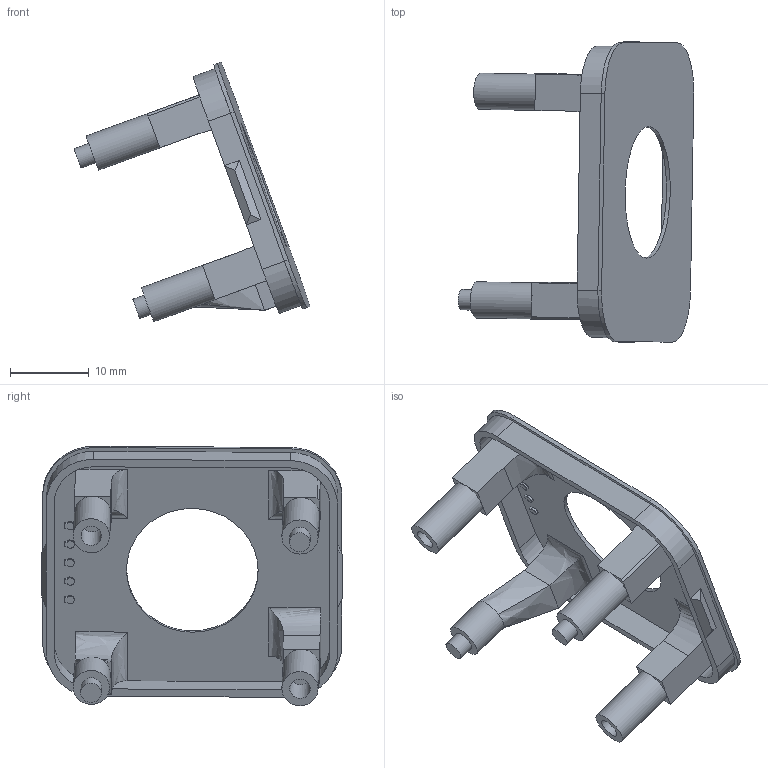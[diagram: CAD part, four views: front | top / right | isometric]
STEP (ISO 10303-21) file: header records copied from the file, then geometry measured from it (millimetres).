
FILE_DESCRIPTION(/* description */ ('STEP AP242','CAx-IF Rec.Pracs.---Representation and Presentation of Product Manufacturing Information (PMI)---4.0---2014-10-13','CAx-IF Rec.Pracs.---3D Tessellated Geometry---0.4---2014-09-14','2;1'),/* implementation_level */ '2;1');
FILE_NAME(/* name */ '66c4850fe5002d52f4989359',/* time_stamp */ '2024-08-20T11:59:12Z',/* author */ (''),/* organization */ (''),/* preprocessor_version */ 'ST-DEVELOPER v20',/* originating_system */ ' ',/* authorisation */ ' ');
FILE_SCHEMA (('AP242_MANAGED_MODEL_BASED_3D_ENGINEERING_MIM_LF { 1 0 10303 442 1 1 4 }'));
Length unit declared in the file: metre
Products named in the file (1): Stick holder
Bounding box: 29.9 x 38.15 x 32.95 mm (x, y, z)
Volume: 2307.3 mm3; surface area: 4111.2 mm2
Topology: 1 solids, 1 shells, 119 faces, 284 edges, 180 vertices
Faces by surface type: plane 78, cylinder 29, bspline 12
Full cylindrical faces by diameter (mm): 2.6 x4, 4.6 x4, 16.725 x1
Entity records: 3598 total; most frequent: CARTESIAN_POINT 899, ORIENTED_EDGE 546, DIRECTION 533, EDGE_CURVE 273, AXIS2_PLACEMENT_3D 179, VERTEX_POINT 178, LINE 175, VECTOR 175
